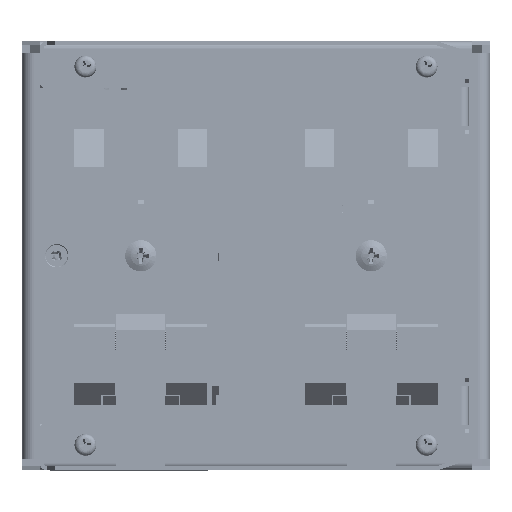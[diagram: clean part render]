
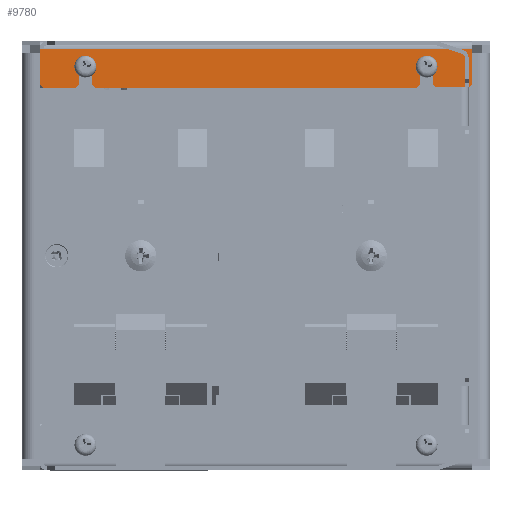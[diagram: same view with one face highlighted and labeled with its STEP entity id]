
A CAD part, front view. The second image highlights one B-rep face of the part: STEP entity #9780.
In plain terms, the highlighted face is planar.
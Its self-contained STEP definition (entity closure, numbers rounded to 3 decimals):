
#9780 = ADVANCED_FACE( '', ( #21812 ), #21813, .T. );
#21812 = FACE_OUTER_BOUND( '', #37992, .T. );
#21813 = PLANE( '', #37993 );
#37992 = EDGE_LOOP( '', ( #60508, #60509, #60510, #60511, #60512, #60513, #60514, #60515, #60516, #60517, #60518, #60519, #60520, #60521, #60522, #60523, #60524, #60525 ) );
#37993 = AXIS2_PLACEMENT_3D( '', #60526, #60527, #60528 );
#60508 = ORIENTED_EDGE( '', *, *, #71249, .F. );
#60509 = ORIENTED_EDGE( '', *, *, #75925, .T. );
#60510 = ORIENTED_EDGE( '', *, *, #71013, .T. );
#60511 = ORIENTED_EDGE( '', *, *, #70915, .T. );
#60512 = ORIENTED_EDGE( '', *, *, #75926, .F. );
#60513 = ORIENTED_EDGE( '', *, *, #75927, .T. );
#60514 = ORIENTED_EDGE( '', *, *, #71582, .F. );
#60515 = ORIENTED_EDGE( '', *, *, #75928, .T. );
#60516 = ORIENTED_EDGE( '', *, *, #75681, .T. );
#60517 = ORIENTED_EDGE( '', *, *, #75239, .T. );
#60518 = ORIENTED_EDGE( '', *, *, #75929, .F. );
#60519 = ORIENTED_EDGE( '', *, *, #75624, .F. );
#60520 = ORIENTED_EDGE( '', *, *, #75930, .F. );
#60521 = ORIENTED_EDGE( '', *, *, #75931, .T. );
#60522 = ORIENTED_EDGE( '', *, *, #73692, .T. );
#60523 = ORIENTED_EDGE( '', *, *, #71111, .T. );
#60524 = ORIENTED_EDGE( '', *, *, #75932, .F. );
#60525 = ORIENTED_EDGE( '', *, *, #72568, .F. );
#60526 = CARTESIAN_POINT( '', ( -55.5, -60., 54.045 ) );
#60527 = DIRECTION( '', ( -1., 0., 0. ) );
#60528 = DIRECTION( '', ( 0., 0., 1. ) );
#70915 = EDGE_CURVE( '', #79924, #79925, #79926, .F. );
#71013 = EDGE_CURVE( '', #80088, #79924, #80089, .T. );
#71111 = EDGE_CURVE( '', #80249, #80250, #80251, .F. );
#71249 = EDGE_CURVE( '', #80479, #80481, #80482, .T. );
#71582 = EDGE_CURVE( '', #81036, #81038, #81039, .T. );
#72568 = EDGE_CURVE( '', #80481, #82674, #82678, .T. );
#73692 = EDGE_CURVE( '', #84357, #80249, #84358, .T. );
#75239 = EDGE_CURVE( '', #86527, #86528, #86529, .F. );
#75624 = EDGE_CURVE( '', #86993, #86994, #86995, .T. );
#75681 = EDGE_CURVE( '', #87064, #86527, #87065, .T. );
#75925 = EDGE_CURVE( '', #80479, #80088, #87348, .F. );
#75926 = EDGE_CURVE( '', #87349, #79925, #87350, .F. );
#75927 = EDGE_CURVE( '', #87349, #81038, #87351, .T. );
#75928 = EDGE_CURVE( '', #81036, #87064, #87352, .T. );
#75929 = EDGE_CURVE( '', #86994, #86528, #87353, .F. );
#75930 = EDGE_CURVE( '', #87354, #86993, #87355, .T. );
#75931 = EDGE_CURVE( '', #87354, #84357, #87356, .F. );
#75932 = EDGE_CURVE( '', #82674, #80250, #87357, .F. );
#79924 = VERTEX_POINT( '', #92548 );
#79925 = VERTEX_POINT( '', #92549 );
#79926 = LINE( '', #92550, #92551 );
#80088 = VERTEX_POINT( '', #92782 );
#80089 = LINE( '', #92783, #92784 );
#80249 = VERTEX_POINT( '', #93003 );
#80250 = VERTEX_POINT( '', #93004 );
#80251 = LINE( '', #93005, #93006 );
#80479 = VERTEX_POINT( '', #93324 );
#80481 = VERTEX_POINT( '', #93327 );
#80482 = LINE( '', #93328, #93329 );
#81036 = VERTEX_POINT( '', #94166 );
#81038 = VERTEX_POINT( '', #94169 );
#81039 = LINE( '', #94170, #94171 );
#82674 = VERTEX_POINT( '', #96586 );
#82678 = CIRCLE( '', #96591, 1.6 );
#84357 = VERTEX_POINT( '', #99003 );
#84358 = LINE( '', #99004, #99005 );
#86527 = VERTEX_POINT( '', #102090 );
#86528 = VERTEX_POINT( '', #102091 );
#86529 = LINE( '', #102092, #102093 );
#86993 = VERTEX_POINT( '', #102741 );
#86994 = VERTEX_POINT( '', #102742 );
#86995 = CIRCLE( '', #102743, 1.6 );
#87064 = VERTEX_POINT( '', #102839 );
#87065 = LINE( '', #102840, #102841 );
#87348 = LINE( '', #103234, #103235 );
#87349 = VERTEX_POINT( '', #103236 );
#87350 = LINE( '', #103237, #103238 );
#87351 = LINE( '', #103239, #103240 );
#87352 = LINE( '', #103241, #103242 );
#87353 = LINE( '', #103243, #103244 );
#87354 = VERTEX_POINT( '', #103245 );
#87355 = LINE( '', #103246, #103247 );
#87356 = LINE( '', #103248, #103249 );
#87357 = LINE( '', #103250, #103251 );
#92548 = CARTESIAN_POINT( '', ( -55.5, -54.5, 43. ) );
#92549 = CARTESIAN_POINT( '', ( -55.5, -55.5, 44. ) );
#92550 = CARTESIAN_POINT( '', ( -55.5, -62.772, 51.272 ) );
#92551 = VECTOR( '', #106909, 1000. );
#92782 = CARTESIAN_POINT( '', ( -55.5, -46.355, 43. ) );
#92783 = CARTESIAN_POINT( '', ( -55.5, 60., 43. ) );
#92784 = VECTOR( '', #106997, 1000. );
#93003 = CARTESIAN_POINT( '', ( -55.5, -41.155, 43. ) );
#93004 = CARTESIAN_POINT( '', ( -55.5, -42.155, 44. ) );
#93005 = CARTESIAN_POINT( '', ( -55.5, -56.1, 57.945 ) );
#93006 = VECTOR( '', #107100, 1000. );
#93324 = CARTESIAN_POINT( '', ( -55.5, -45.355, 44. ) );
#93327 = CARTESIAN_POINT( '', ( -55.5, -45.355, 48.5 ) );
#93328 = CARTESIAN_POINT( '', ( -55.5, -45.355, 54.045 ) );
#93329 = VECTOR( '', #107231, 1000. );
#94166 = CARTESIAN_POINT( '', ( -55.5, 55.5, 44. ) );
#94169 = CARTESIAN_POINT( '', ( -55.5, 55.5, 53. ) );
#94170 = CARTESIAN_POINT( '', ( -55.5, 55.5, 54.045 ) );
#94171 = VECTOR( '', #107551, 1000. );
#96586 = CARTESIAN_POINT( '', ( -55.5, -42.155, 48.5 ) );
#96591 = AXIS2_PLACEMENT_3D( '', #108524, #108525, #108526 );
#99003 = CARTESIAN_POINT( '', ( -55.5, 41.155, 43. ) );
#99004 = CARTESIAN_POINT( '', ( -55.5, 60., 43. ) );
#99005 = VECTOR( '', #109593, 1000. );
#102090 = CARTESIAN_POINT( '', ( -55.5, 46.355, 43. ) );
#102091 = CARTESIAN_POINT( '', ( -55.5, 45.355, 44. ) );
#102092 = CARTESIAN_POINT( '', ( -55.5, -12.345, 101.7 ) );
#102093 = VECTOR( '', #111077, 1000. );
#102741 = CARTESIAN_POINT( '', ( -55.5, 42.155, 48.5 ) );
#102742 = CARTESIAN_POINT( '', ( -55.5, 45.355, 48.5 ) );
#102743 = AXIS2_PLACEMENT_3D( '', #111343, #111344, #111345 );
#102839 = CARTESIAN_POINT( '', ( -55.5, 54.5, 43. ) );
#102840 = CARTESIAN_POINT( '', ( -55.5, 60., 43. ) );
#102841 = VECTOR( '', #111394, 1000. );
#103234 = CARTESIAN_POINT( '', ( -55.5, -47.655, 41.7 ) );
#103235 = VECTOR( '', #111560, 1000. );
#103236 = CARTESIAN_POINT( '', ( -55.5, -55.5, 53. ) );
#103237 = CARTESIAN_POINT( '', ( -55.5, -55.5, 54.045 ) );
#103238 = VECTOR( '', #111561, 1000. );
#103239 = CARTESIAN_POINT( '', ( -55.5, -60., 53. ) );
#103240 = VECTOR( '', #111562, 1000. );
#103241 = CARTESIAN_POINT( '', ( -55.5, 2.772, -8.728 ) );
#103242 = VECTOR( '', #111563, 1000. );
#103243 = CARTESIAN_POINT( '', ( -55.5, 45.355, 54.045 ) );
#103244 = VECTOR( '', #111564, 1000. );
#103245 = CARTESIAN_POINT( '', ( -55.5, 42.155, 44. ) );
#103246 = CARTESIAN_POINT( '', ( -55.5, 42.155, 54.045 ) );
#103247 = VECTOR( '', #111565, 1000. );
#103248 = CARTESIAN_POINT( '', ( -55.5, -3.9, -2.055 ) );
#103249 = VECTOR( '', #111566, 1000. );
#103250 = CARTESIAN_POINT( '', ( -55.5, -42.155, 54.045 ) );
#103251 = VECTOR( '', #111567, 1000. );
#106909 = DIRECTION( '', ( 0., 0.707, -0.707 ) );
#106997 = DIRECTION( '', ( 0., -1., 0. ) );
#107100 = DIRECTION( '', ( 0., 0.707, -0.707 ) );
#107231 = DIRECTION( '', ( 0., 0., 1. ) );
#107551 = DIRECTION( '', ( 0., 0., 1. ) );
#108524 = CARTESIAN_POINT( '', ( -55.5, -43.755, 48.5 ) );
#108525 = DIRECTION( '', ( -1., 0., 0. ) );
#108526 = DIRECTION( '', ( 0., 0., 1. ) );
#109593 = DIRECTION( '', ( 0., -1., 0. ) );
#111077 = DIRECTION( '', ( 0., 0.707, -0.707 ) );
#111343 = CARTESIAN_POINT( '', ( -55.5, 43.755, 48.5 ) );
#111344 = DIRECTION( '', ( -1., 0., 0. ) );
#111345 = DIRECTION( '', ( 0., 0., 1. ) );
#111394 = DIRECTION( '', ( 0., -1., 0. ) );
#111560 = DIRECTION( '', ( 0., 0.707, 0.707 ) );
#111561 = DIRECTION( '', ( 0., 0., 1. ) );
#111562 = DIRECTION( '', ( 0., 1., 0. ) );
#111563 = DIRECTION( '', ( 0., -0.707, -0.707 ) );
#111564 = DIRECTION( '', ( 0., 0., 1. ) );
#111565 = DIRECTION( '', ( 0., 0., 1. ) );
#111566 = DIRECTION( '', ( 0., 0.707, 0.707 ) );
#111567 = DIRECTION( '', ( 0., 0., 1. ) );
